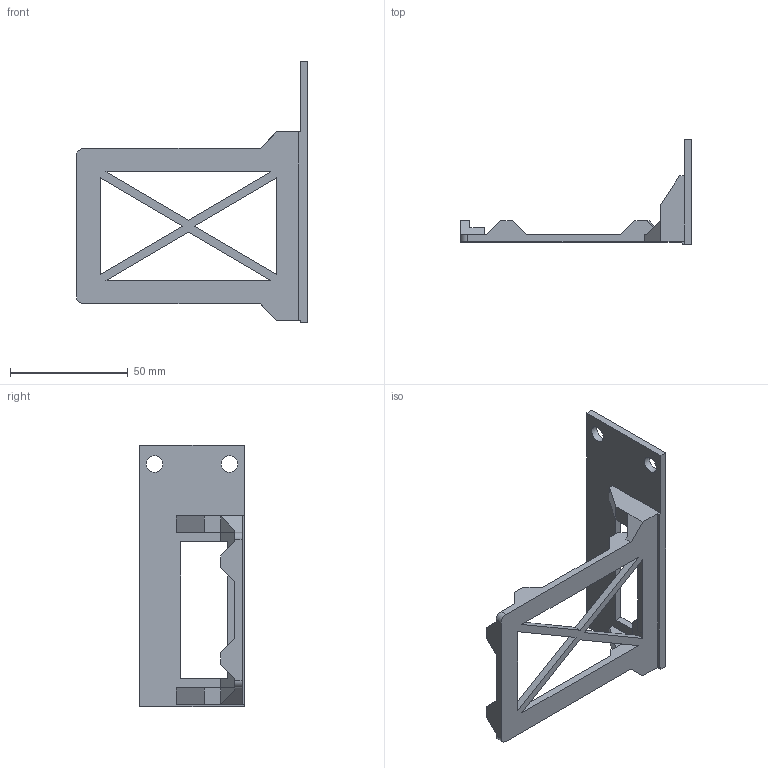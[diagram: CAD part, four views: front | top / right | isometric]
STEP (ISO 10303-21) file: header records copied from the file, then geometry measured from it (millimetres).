
FILE_DESCRIPTION(/* description */ (''),/* implementation_level */ '2;1');
FILE_NAME(/* name */ 'rpi-rack-tray.step',/* time_stamp */ '2022-07-26T16:34:45+01:00',/* author */ (''),/* organization */ (''),/* preprocessor_version */ 'ST-DEVELOPER v19',/* originating_system */ 'Autodesk Translation Framework v11.7.0.108',/* authorisation */ '');
FILE_SCHEMA (('AUTOMOTIVE_DESIGN { 1 0 10303 214 3 1 1 }'));
Length unit declared in the file: millimetre
Products named in the file (1): (Unsaved)
Bounding box: 98 x 44.45 x 111 mm (x, y, z)
Volume: 28027.5 mm3; surface area: 21318.5 mm2
Topology: 2 solids, 2 shells, 86 faces, 254 edges, 168 vertices
Faces by surface type: plane 82, cylinder 4
Full cylindrical faces by diameter (mm): 7 x2
Entity records: 2874 total; most frequent: CARTESIAN_POINT 509, ORIENTED_EDGE 508, DIRECTION 436, EDGE_CURVE 254, LINE 246, VECTOR 246, VERTEX_POINT 168, EDGE_LOOP 96
